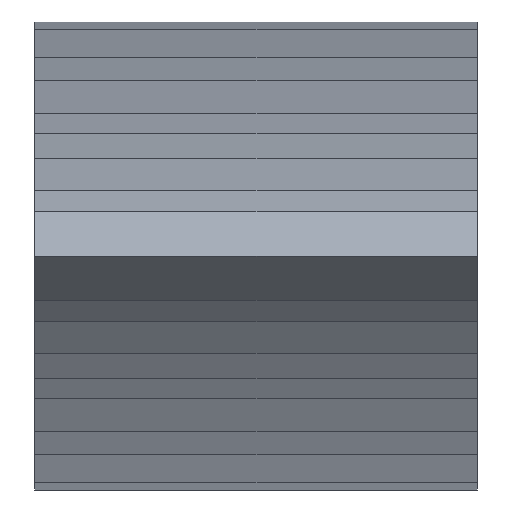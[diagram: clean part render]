
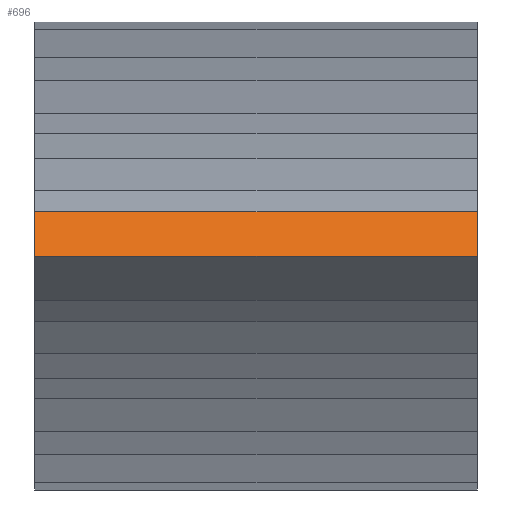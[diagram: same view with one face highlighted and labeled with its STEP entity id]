
A CAD part, left-side view. The second image highlights one B-rep face of the part: STEP entity #696.
In plain terms, the highlighted planar face has unit normal (-0.672, 0, 0.741).
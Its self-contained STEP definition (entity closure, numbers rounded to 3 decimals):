
#30=FACE_OUTER_BOUND('',#65,.T.);
#65=EDGE_LOOP('',(#508,#509,#510,#511));
#130=LINE('',#1029,#229);
#131=LINE('',#1032,#230);
#132=LINE('',#1034,#231);
#133=LINE('',#1035,#232);
#229=VECTOR('',#842,10.);
#230=VECTOR('',#845,10.);
#231=VECTOR('',#846,10.);
#232=VECTOR('',#847,10.);
#313=VERTEX_POINT('',#1025);
#314=VERTEX_POINT('',#1027);
#315=VERTEX_POINT('',#1031);
#316=VERTEX_POINT('',#1033);
#394=EDGE_CURVE('',#313,#314,#130,.T.);
#395=EDGE_CURVE('',#315,#313,#131,.T.);
#396=EDGE_CURVE('',#316,#314,#132,.T.);
#397=EDGE_CURVE('',#315,#316,#133,.T.);
#508=ORIENTED_EDGE('',*,*,#395,.T.);
#509=ORIENTED_EDGE('',*,*,#394,.T.);
#510=ORIENTED_EDGE('',*,*,#396,.F.);
#511=ORIENTED_EDGE('',*,*,#397,.F.);
#661=PLANE('',#745);
#696=ADVANCED_FACE('',(#30),#661,.T.);
#745=AXIS2_PLACEMENT_3D('',#1030,#843,#844);
#842=DIRECTION('',(0.,1.,0.));
#843=DIRECTION('center_axis',(-0.672,0.,0.741));
#844=DIRECTION('ref_axis',(0.741,0.,0.672));
#845=DIRECTION('',(0.741,0.,0.672));
#846=DIRECTION('',(0.741,0.,0.672));
#847=DIRECTION('',(0.,1.,0.));
#1025=CARTESIAN_POINT('',(3.307,0.,2.998));
#1027=CARTESIAN_POINT('',(3.307,30.,2.998));
#1029=CARTESIAN_POINT('',(3.307,0.,2.998));
#1030=CARTESIAN_POINT('Origin',(0.,0.,0.));
#1031=CARTESIAN_POINT('',(0.,0.,0.));
#1032=CARTESIAN_POINT('',(0.,0.,0.));
#1033=CARTESIAN_POINT('',(0.,30.,0.));
#1034=CARTESIAN_POINT('',(0.,30.,0.));
#1035=CARTESIAN_POINT('',(0.,0.,0.));
